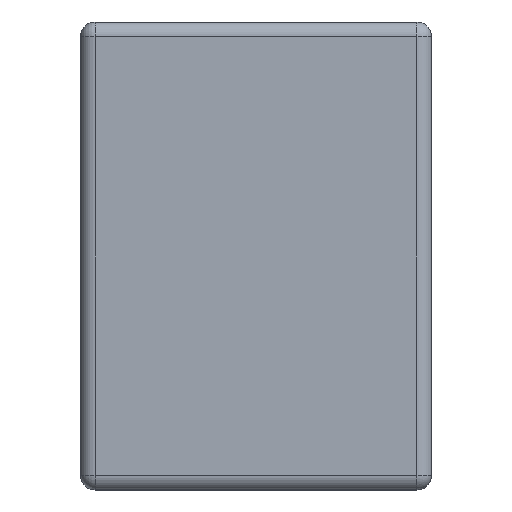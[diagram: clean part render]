
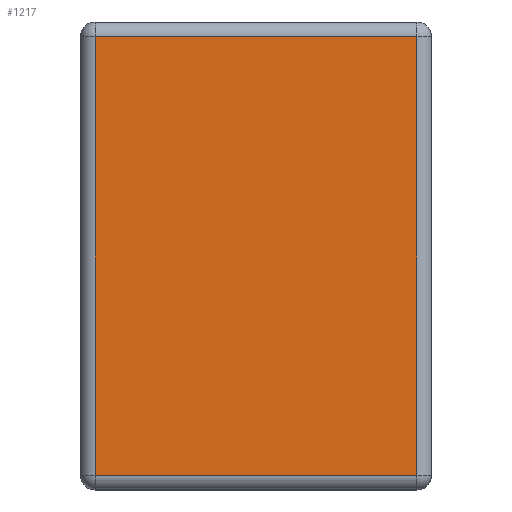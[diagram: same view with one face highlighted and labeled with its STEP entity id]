
A CAD part, left-side view. The second image highlights one B-rep face of the part: STEP entity #1217.
In plain terms, the highlighted planar face has unit normal (-1, 0, 0).
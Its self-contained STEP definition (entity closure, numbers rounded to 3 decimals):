
#73 = CARTESIAN_POINT ( 'NONE',  ( -1.6, 0.05, 0.75 ) ) ;
#96 = LINE ( 'NONE', #514, #755 ) ;
#134 = EDGE_LOOP ( 'NONE', ( #1139, #1188, #1303, #1538 ) ) ;
#252 = CARTESIAN_POINT ( 'NONE',  ( -1.6, 1.2, -0.75 ) ) ;
#315 = CARTESIAN_POINT ( 'NONE',  ( -1.6, 1.15, 0.75 ) ) ;
#472 = CARTESIAN_POINT ( 'NONE',  ( -1.6, 1.15, -0.75 ) ) ;
#514 = CARTESIAN_POINT ( 'NONE',  ( -1.6, 1.15, 0.8 ) ) ;
#550 = DIRECTION ( 'NONE',  ( 0., 0., 1. ) ) ;
#573 = CARTESIAN_POINT ( 'NONE',  ( -1.6, 0.05, 0.8 ) ) ;
#644 = DIRECTION ( 'NONE',  ( 0., -1., 0. ) ) ;
#668 = VECTOR ( 'NONE', #1434, 1000. ) ;
#685 = VERTEX_POINT ( 'NONE', #1363 ) ;
#755 = VECTOR ( 'NONE', #1061, 1000. ) ;
#824 = PLANE ( 'NONE',  #895 ) ;
#836 = DIRECTION ( 'NONE',  ( 1., 0., 0. ) ) ;
#895 = AXIS2_PLACEMENT_3D ( 'NONE', #1032, #836, #1037 ) ;
#958 = VERTEX_POINT ( 'NONE', #472 ) ;
#1032 = CARTESIAN_POINT ( 'NONE',  ( -1.6, 1.2, 0.8 ) ) ;
#1037 = DIRECTION ( 'NONE',  ( 0., 0., -1. ) ) ;
#1047 = LINE ( 'NONE', #1571, #668 ) ;
#1061 = DIRECTION ( 'NONE',  ( 0., 0., -1. ) ) ;
#1096 = VECTOR ( 'NONE', #644, 1000. ) ;
#1136 = VECTOR ( 'NONE', #550, 1000. ) ;
#1139 = ORIENTED_EDGE ( 'NONE', *, *, #1419, .T. ) ;
#1186 = LINE ( 'NONE', #252, #1096 ) ;
#1188 = ORIENTED_EDGE ( 'NONE', *, *, #1456, .T. ) ;
#1217 = ADVANCED_FACE ( 'NONE', ( #1404 ), #824, .F. ) ;
#1303 = ORIENTED_EDGE ( 'NONE', *, *, #1614, .T. ) ;
#1363 = CARTESIAN_POINT ( 'NONE',  ( -1.6, 0.05, -0.75 ) ) ;
#1388 = VERTEX_POINT ( 'NONE', #315 ) ;
#1404 = FACE_OUTER_BOUND ( 'NONE', #134, .T. ) ;
#1419 = EDGE_CURVE ( 'NONE', #1388, #958, #96, .T. ) ;
#1434 = DIRECTION ( 'NONE',  ( 0., 1., 0. ) ) ;
#1456 = EDGE_CURVE ( 'NONE', #958, #685, #1186, .T. ) ;
#1538 = ORIENTED_EDGE ( 'NONE', *, *, #1735, .T. ) ;
#1553 = LINE ( 'NONE', #573, #1136 ) ;
#1571 = CARTESIAN_POINT ( 'NONE',  ( -1.6, 1.2, 0.75 ) ) ;
#1614 = EDGE_CURVE ( 'NONE', #685, #1710, #1553, .T. ) ;
#1710 = VERTEX_POINT ( 'NONE', #73 ) ;
#1735 = EDGE_CURVE ( 'NONE', #1710, #1388, #1047, .T. ) ;
